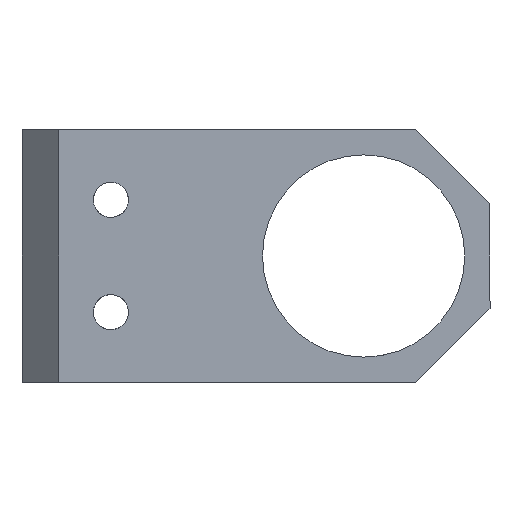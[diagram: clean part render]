
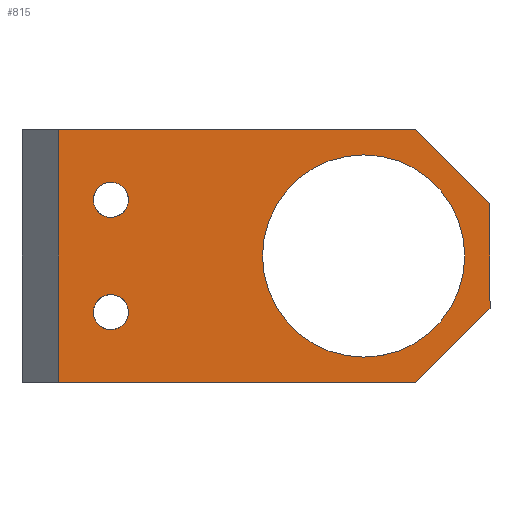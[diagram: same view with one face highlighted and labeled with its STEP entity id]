
A CAD part, front view. The second image highlights one B-rep face of the part: STEP entity #815.
In plain terms, the highlighted planar face has unit normal (0, -1, 0).
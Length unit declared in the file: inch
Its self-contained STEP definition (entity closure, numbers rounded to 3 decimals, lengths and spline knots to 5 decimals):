
#52 = DIRECTION ( 'NONE',  ( 1., 0., 0. ) ) ;
#53 = CARTESIAN_POINT ( 'NONE',  ( -0.233, -0.5625, 1.12504 ) ) ;
#68 = AXIS2_PLACEMENT_3D ( 'NONE', #723, #1697, #769 ) ;
#85 = LINE ( 'NONE', #850, #1827 ) ;
#104 = CARTESIAN_POINT ( 'NONE',  ( 0., -0.5625, 0.39063 ) ) ;
#116 = VERTEX_POINT ( 'NONE', #1656 ) ;
#203 = DIRECTION ( 'NONE',  ( 1., 0., 0. ) ) ;
#263 = EDGE_CURVE ( 'NONE', #695, #1303, #1184, .T. ) ;
#281 = FACE_BOUND ( 'NONE', #308, .T. ) ;
#292 = FACE_BOUND ( 'NONE', #1379, .T. ) ;
#308 = EDGE_LOOP ( 'NONE', ( #1012, #446 ) ) ;
#313 = DIRECTION ( 'NONE',  ( 0., 1., 0. ) ) ;
#321 = CARTESIAN_POINT ( 'NONE',  ( 1.358, -0.5625, 0. ) ) ;
#349 = CARTESIAN_POINT ( 'NONE',  ( 1.358, -0.5625, 0. ) ) ;
#354 = VERTEX_POINT ( 'NONE', #634 ) ;
#359 = DIRECTION ( 'NONE',  ( 0., 0., -1. ) ) ;
#386 = VERTEX_POINT ( 'NONE', #1276 ) ;
#417 = FACE_OUTER_BOUND ( 'NONE', #637, .T. ) ;
#429 = CARTESIAN_POINT ( 'NONE',  ( 0., -0.5625, 0.8125 ) ) ;
#443 = CARTESIAN_POINT ( 'NONE',  ( -0.5625, -0.5625, 1.125 ) ) ;
#446 = ORIENTED_EDGE ( 'NONE', *, *, #1685, .T. ) ;
#474 = DIRECTION ( 'NONE',  ( 1., 0., 0. ) ) ;
#490 = DIRECTION ( 'NONE',  ( 0., 1., 0. ) ) ;
#492 = LINE ( 'NONE', #321, #2002 ) ;
#496 = AXIS2_PLACEMENT_3D ( 'NONE', #429, #2012, #1858 ) ;
#502 = CARTESIAN_POINT ( 'NONE',  ( -0.5625, -0.5625, 0. ) ) ;
#525 = EDGE_CURVE ( 'NONE', #812, #1315, #976, .T. ) ;
#531 = CARTESIAN_POINT ( 'NONE',  ( 1.6875, -0.5625, 0.7955 ) ) ;
#540 = AXIS2_PLACEMENT_3D ( 'NONE', #947, #786, #474 ) ;
#568 = CARTESIAN_POINT ( 'NONE',  ( 0., -0.5625, 0.3125 ) ) ;
#576 = DIRECTION ( 'NONE',  ( 0., 0., 1. ) ) ;
#602 = CARTESIAN_POINT ( 'NONE',  ( -0.233, -0.5625, 1.125 ) ) ;
#627 = VERTEX_POINT ( 'NONE', #1188 ) ;
#634 = CARTESIAN_POINT ( 'NONE',  ( 0., -0.5625, 0.73438 ) ) ;
#637 = EDGE_LOOP ( 'NONE', ( #1449, #891, #1238, #1410, #1423, #961 ) ) ;
#638 = CARTESIAN_POINT ( 'NONE',  ( 0., -0.5625, 0.8125 ) ) ;
#640 = EDGE_LOOP ( 'NONE', ( #1235, #1637 ) ) ;
#661 = LINE ( 'NONE', #502, #760 ) ;
#690 = EDGE_CURVE ( 'NONE', #386, #627, #85, .T. ) ;
#695 = VERTEX_POINT ( 'NONE', #1147 ) ;
#722 = CARTESIAN_POINT ( 'NONE',  ( 0., -0.5625, 0.23438 ) ) ;
#723 = CARTESIAN_POINT ( 'NONE',  ( 0., -0.5625, 0.3125 ) ) ;
#748 = EDGE_CURVE ( 'NONE', #1315, #812, #1072, .T. ) ;
#760 = VECTOR ( 'NONE', #52, 39.37008 ) ;
#766 = CARTESIAN_POINT ( 'NONE',  ( 0., -0.5625, 0.89063 ) ) ;
#769 = DIRECTION ( 'NONE',  ( 0., 0., 1. ) ) ;
#786 = DIRECTION ( 'NONE',  ( 0., 1., 0. ) ) ;
#812 = VERTEX_POINT ( 'NONE', #104 ) ;
#815 = ADVANCED_FACE ( 'NONE', ( #417, #1666, #281, #292 ), #1388, .F. ) ;
#834 = LINE ( 'NONE', #53, #1680 ) ;
#850 = CARTESIAN_POINT ( 'NONE',  ( 1.6875, -0.5625, 1.125 ) ) ;
#857 = CARTESIAN_POINT ( 'NONE',  ( -0.233, -0.5625, 0. ) ) ;
#875 = CARTESIAN_POINT ( 'NONE',  ( 1.575, -0.5625, 0.5625 ) ) ;
#884 = DIRECTION ( 'NONE',  ( 0., 1., 0. ) ) ;
#891 = ORIENTED_EDGE ( 'NONE', *, *, #1749, .F. ) ;
#901 = VERTEX_POINT ( 'NONE', #602 ) ;
#947 = CARTESIAN_POINT ( 'NONE',  ( 1.125, -0.5625, 0.5625 ) ) ;
#961 = ORIENTED_EDGE ( 'NONE', *, *, #1455, .T. ) ;
#976 = CIRCLE ( 'NONE', #1504, 0.07813 ) ;
#977 = CARTESIAN_POINT ( 'NONE',  ( -0.5625, -0.5625, 1.125 ) ) ;
#995 = EDGE_CURVE ( 'NONE', #1401, #354, #1754, .T. ) ;
#1012 = ORIENTED_EDGE ( 'NONE', *, *, #995, .T. ) ;
#1022 = DIRECTION ( 'NONE',  ( 0., 0., 1. ) ) ;
#1070 = DIRECTION ( 'NONE',  ( 0., 1., 0. ) ) ;
#1072 = CIRCLE ( 'NONE', #68, 0.07813 ) ;
#1132 = VECTOR ( 'NONE', #203, 39.37008 ) ;
#1147 = CARTESIAN_POINT ( 'NONE',  ( 0.675, -0.5625, 0.5625 ) ) ;
#1184 = CIRCLE ( 'NONE', #1874, 0.45 ) ;
#1188 = CARTESIAN_POINT ( 'NONE',  ( 1.6875, -0.5625, 0.7955 ) ) ;
#1204 = AXIS2_PLACEMENT_3D ( 'NONE', #443, #1070, #2017 ) ;
#1218 = AXIS2_PLACEMENT_3D ( 'NONE', #638, #490, #1566 ) ;
#1235 = ORIENTED_EDGE ( 'NONE', *, *, #525, .T. ) ;
#1238 = ORIENTED_EDGE ( 'NONE', *, *, #690, .T. ) ;
#1249 = VERTEX_POINT ( 'NONE', #857 ) ;
#1251 = EDGE_CURVE ( 'NONE', #116, #627, #1657, .T. ) ;
#1276 = CARTESIAN_POINT ( 'NONE',  ( 1.6875, -0.5625, 0.3295 ) ) ;
#1278 = ORIENTED_EDGE ( 'NONE', *, *, #1442, .T. ) ;
#1283 = DIRECTION ( 'NONE',  ( -0.707, 0., -0.707 ) ) ;
#1303 = VERTEX_POINT ( 'NONE', #875 ) ;
#1315 = VERTEX_POINT ( 'NONE', #722 ) ;
#1379 = EDGE_LOOP ( 'NONE', ( #1278, #1458 ) ) ;
#1388 = PLANE ( 'NONE',  #1204 ) ;
#1401 = VERTEX_POINT ( 'NONE', #766 ) ;
#1410 = ORIENTED_EDGE ( 'NONE', *, *, #1251, .F. ) ;
#1423 = ORIENTED_EDGE ( 'NONE', *, *, #1473, .F. ) ;
#1442 = EDGE_CURVE ( 'NONE', #1303, #695, #2011, .T. ) ;
#1449 = ORIENTED_EDGE ( 'NONE', *, *, #1820, .T. ) ;
#1455 = EDGE_CURVE ( 'NONE', #901, #1249, #834, .T. ) ;
#1458 = ORIENTED_EDGE ( 'NONE', *, *, #263, .T. ) ;
#1473 = EDGE_CURVE ( 'NONE', #901, #116, #1745, .T. ) ;
#1488 = VECTOR ( 'NONE', #1639, 39.37008 ) ;
#1504 = AXIS2_PLACEMENT_3D ( 'NONE', #568, #884, #576 ) ;
#1566 = DIRECTION ( 'NONE',  ( 0., 0., 1. ) ) ;
#1637 = ORIENTED_EDGE ( 'NONE', *, *, #748, .T. ) ;
#1639 = DIRECTION ( 'NONE',  ( 0.707, 0., -0.707 ) ) ;
#1656 = CARTESIAN_POINT ( 'NONE',  ( 1.358, -0.5625, 1.125 ) ) ;
#1657 = LINE ( 'NONE', #531, #1488 ) ;
#1666 = FACE_BOUND ( 'NONE', #640, .T. ) ;
#1680 = VECTOR ( 'NONE', #359, 39.37008 ) ;
#1685 = EDGE_CURVE ( 'NONE', #354, #1401, #1971, .T. ) ;
#1697 = DIRECTION ( 'NONE',  ( 0., 1., 0. ) ) ;
#1739 = CARTESIAN_POINT ( 'NONE',  ( 1.125, -0.5625, 0.5625 ) ) ;
#1745 = LINE ( 'NONE', #977, #1132 ) ;
#1749 = EDGE_CURVE ( 'NONE', #386, #1764, #492, .T. ) ;
#1754 = CIRCLE ( 'NONE', #1218, 0.07813 ) ;
#1764 = VERTEX_POINT ( 'NONE', #349 ) ;
#1820 = EDGE_CURVE ( 'NONE', #1249, #1764, #661, .T. ) ;
#1827 = VECTOR ( 'NONE', #1022, 39.37008 ) ;
#1858 = DIRECTION ( 'NONE',  ( 0., 0., 1. ) ) ;
#1863 = DIRECTION ( 'NONE',  ( 1., 0., 0. ) ) ;
#1874 = AXIS2_PLACEMENT_3D ( 'NONE', #1739, #313, #1863 ) ;
#1971 = CIRCLE ( 'NONE', #496, 0.07813 ) ;
#2002 = VECTOR ( 'NONE', #1283, 39.37008 ) ;
#2011 = CIRCLE ( 'NONE', #540, 0.45 ) ;
#2012 = DIRECTION ( 'NONE',  ( 0., 1., 0. ) ) ;
#2017 = DIRECTION ( 'NONE',  ( -1., 0., 0. ) ) ;
